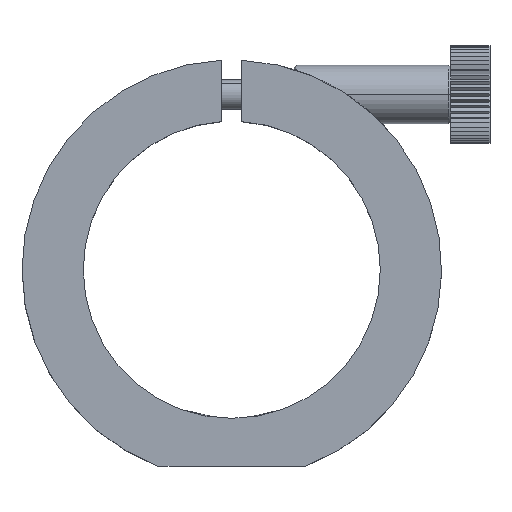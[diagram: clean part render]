
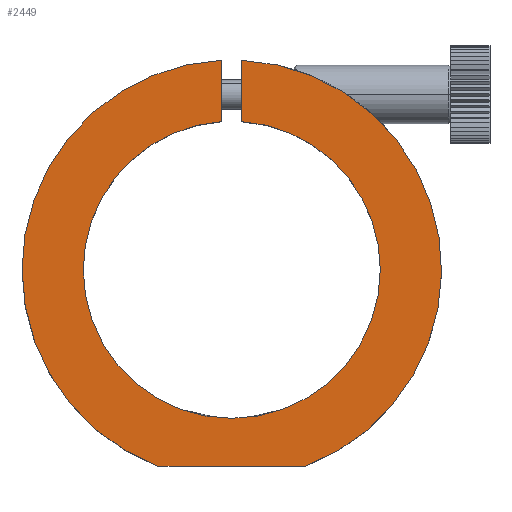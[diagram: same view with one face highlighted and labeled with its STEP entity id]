
A CAD part, top view. The second image highlights one B-rep face of the part: STEP entity #2449.
In plain terms, the highlighted planar face has unit normal (0, 0, 1).
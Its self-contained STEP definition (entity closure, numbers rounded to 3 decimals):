
#30 = VECTOR ( 'NONE', #5696, 1000. ) ;
#167 = CARTESIAN_POINT ( 'NONE',  ( -69.94, -11.076, 38.373 ) ) ;
#184 = CARTESIAN_POINT ( 'NONE',  ( -83.506, 44.771, 38.373 ) ) ;
#193 = CARTESIAN_POINT ( 'NONE',  ( -80.306, 54.711, 38.373 ) ) ;
#230 = CARTESIAN_POINT ( 'NONE',  ( -93.871, -11.076, 38.373 ) ) ;
#360 = CARTESIAN_POINT ( 'NONE',  ( -83.506, 54.711, 38.373 ) ) ;
#387 = CARTESIAN_POINT ( 'NONE',  ( -57.831, 20.749, 38.373 ) ) ;
#417 = CARTESIAN_POINT ( 'NONE',  ( -80.306, 44.771, 38.373 ) ) ;
#595 = ORIENTED_EDGE ( 'NONE', *, *, #6478, .T. ) ;
#616 = ORIENTED_EDGE ( 'NONE', *, *, #6593, .F. ) ;
#827 = ORIENTED_EDGE ( 'NONE', *, *, #6581, .T. ) ;
#1025 = VECTOR ( 'NONE', #3038, 1000. ) ;
#1032 = VECTOR ( 'NONE', #2909, 1000. ) ;
#1117 = CIRCLE ( 'NONE', #1128, 34. ) ;
#1128 = AXIS2_PLACEMENT_3D ( 'NONE', #3257, #3037, #3175 ) ;
#1243 = VERTEX_POINT ( 'NONE', #5833 ) ;
#1252 = VERTEX_POINT ( 'NONE', #5816 ) ;
#1271 = EDGE_LOOP ( 'NONE', ( #616, #595, #2112, #1791, #1619, #1742, #1486, #827, #1833 ) ) ;
#1444 = VERTEX_POINT ( 'NONE', #360 ) ;
#1460 = VERTEX_POINT ( 'NONE', #167 ) ;
#1486 = ORIENTED_EDGE ( 'NONE', *, *, #6448, .F. ) ;
#1503 = VERTEX_POINT ( 'NONE', #417 ) ;
#1524 = VERTEX_POINT ( 'NONE', #193 ) ;
#1619 = ORIENTED_EDGE ( 'NONE', *, *, #6474, .F. ) ;
#1742 = ORIENTED_EDGE ( 'NONE', *, *, #6458, .F. ) ;
#1791 = ORIENTED_EDGE ( 'NONE', *, *, #6468, .F. ) ;
#1833 = ORIENTED_EDGE ( 'NONE', *, *, #6419, .T. ) ;
#1850 = VERTEX_POINT ( 'NONE', #230 ) ;
#1968 = VERTEX_POINT ( 'NONE', #387 ) ;
#2035 = VERTEX_POINT ( 'NONE', #184 ) ;
#2112 = ORIENTED_EDGE ( 'NONE', *, *, #6585, .F. ) ;
#2449 = ADVANCED_FACE ( 'NONE', ( #4625 ), #4265, .T. ) ;
#2849 = LINE ( 'NONE', #3046, #1032 ) ;
#2909 = DIRECTION ( 'NONE',  ( -1., 0., 0. ) ) ;
#2953 = LINE ( 'NONE', #3082, #1025 ) ;
#3037 = DIRECTION ( 'NONE',  ( 0., 0., 1. ) ) ;
#3038 = DIRECTION ( 'NONE',  ( 0., 1., 0. ) ) ;
#3046 = CARTESIAN_POINT ( 'NONE',  ( -105.937, -11.076, 38.373 ) ) ;
#3082 = CARTESIAN_POINT ( 'NONE',  ( -80.306, 59.948, 38.373 ) ) ;
#3175 = DIRECTION ( 'NONE',  ( 1., 0., 0. ) ) ;
#3257 = CARTESIAN_POINT ( 'NONE',  ( -81.906, 20.749, 38.373 ) ) ;
#3803 = AXIS2_PLACEMENT_3D ( 'NONE', #5712, #5771, #5770 ) ;
#3815 = CIRCLE ( 'NONE', #3803, 24.075 ) ;
#4265 = PLANE ( 'NONE',  #6863 ) ;
#4268 = DIRECTION ( 'NONE',  ( 0., 0., 1. ) ) ;
#4473 = DIRECTION ( 'NONE',  ( 0., 0., 1. ) ) ;
#4495 = CARTESIAN_POINT ( 'NONE',  ( -81.906, 20.749, 38.373 ) ) ;
#4525 = DIRECTION ( 'NONE',  ( 1., 0., 0. ) ) ;
#4625 = FACE_OUTER_BOUND ( 'NONE', #1271, .T. ) ;
#4783 = CARTESIAN_POINT ( 'NONE',  ( -81.906, 20.749, 38.373 ) ) ;
#5053 = DIRECTION ( 'NONE',  ( 1., 0., 0. ) ) ;
#5216 = AXIS2_PLACEMENT_3D ( 'NONE', #5704, #5756, #5566 ) ;
#5223 = AXIS2_PLACEMENT_3D ( 'NONE', #5589, #5576, #5583 ) ;
#5227 = CIRCLE ( 'NONE', #5236, 34. ) ;
#5236 = AXIS2_PLACEMENT_3D ( 'NONE', #5585, #5595, #5590 ) ;
#5241 = CIRCLE ( 'NONE', #5216, 24.075 ) ;
#5260 = CIRCLE ( 'NONE', #5223, 24.075 ) ;
#5566 = DIRECTION ( 'NONE',  ( 1., 0., 0. ) ) ;
#5576 = DIRECTION ( 'NONE',  ( 0., 0., 1. ) ) ;
#5583 = DIRECTION ( 'NONE',  ( 1., 0., 0. ) ) ;
#5585 = CARTESIAN_POINT ( 'NONE',  ( -81.906, 20.749, 38.373 ) ) ;
#5586 = LINE ( 'NONE', #5694, #30 ) ;
#5589 = CARTESIAN_POINT ( 'NONE',  ( -81.906, 20.749, 38.373 ) ) ;
#5590 = DIRECTION ( 'NONE',  ( 1., 0., 0. ) ) ;
#5595 = DIRECTION ( 'NONE',  ( 0., 0., 1. ) ) ;
#5694 = CARTESIAN_POINT ( 'NONE',  ( -83.506, 59.948, 38.373 ) ) ;
#5696 = DIRECTION ( 'NONE',  ( 0., -1., 0. ) ) ;
#5704 = CARTESIAN_POINT ( 'NONE',  ( -81.906, 20.749, 38.373 ) ) ;
#5712 = CARTESIAN_POINT ( 'NONE',  ( -81.906, 20.749, 38.373 ) ) ;
#5756 = DIRECTION ( 'NONE',  ( 0., 0., 1. ) ) ;
#5770 = DIRECTION ( 'NONE',  ( 1., 0., 0. ) ) ;
#5771 = DIRECTION ( 'NONE',  ( 0., 0., 1. ) ) ;
#5816 = CARTESIAN_POINT ( 'NONE',  ( -115.906, 20.749, 38.373 ) ) ;
#5833 = CARTESIAN_POINT ( 'NONE',  ( -105.981, 20.749, 38.373 ) ) ;
#6213 = CIRCLE ( 'NONE', #6217, 34. ) ;
#6217 = AXIS2_PLACEMENT_3D ( 'NONE', #4495, #4473, #4525 ) ;
#6419 = EDGE_CURVE ( 'NONE', #1252, #1850, #6213, .T. ) ;
#6448 = EDGE_CURVE ( 'NONE', #1444, #2035, #5586, .T. ) ;
#6458 = EDGE_CURVE ( 'NONE', #2035, #1243, #3815, .T. ) ;
#6468 = EDGE_CURVE ( 'NONE', #1968, #1503, #5241, .T. ) ;
#6474 = EDGE_CURVE ( 'NONE', #1243, #1968, #5260, .T. ) ;
#6478 = EDGE_CURVE ( 'NONE', #1460, #1524, #5227, .T. ) ;
#6581 = EDGE_CURVE ( 'NONE', #1444, #1252, #1117, .T. ) ;
#6585 = EDGE_CURVE ( 'NONE', #1503, #1524, #2953, .T. ) ;
#6593 = EDGE_CURVE ( 'NONE', #1460, #1850, #2849, .T. ) ;
#6863 = AXIS2_PLACEMENT_3D ( 'NONE', #4783, #4268, #5053 ) ;
